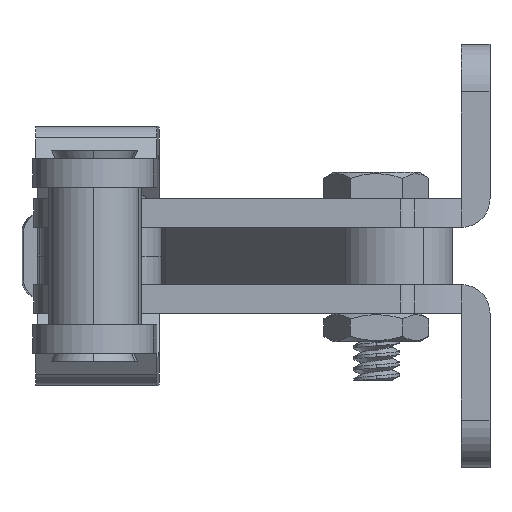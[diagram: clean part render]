
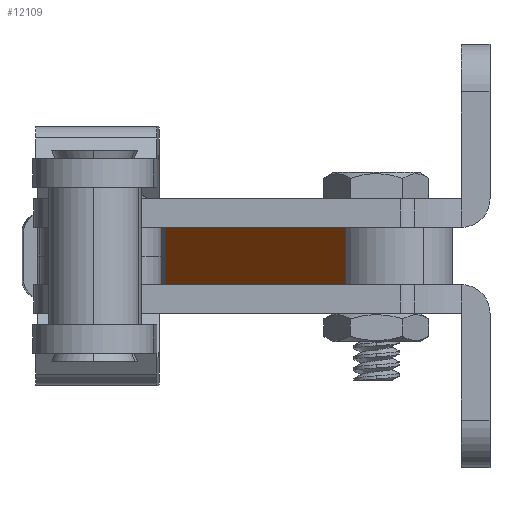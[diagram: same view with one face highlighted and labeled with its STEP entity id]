
A CAD part, left-side view. The second image highlights one B-rep face of the part: STEP entity #12109.
In plain terms, the highlighted face is planar.
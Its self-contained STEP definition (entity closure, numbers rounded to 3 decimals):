
#1764 = CARTESIAN_POINT ( 'NONE',  ( 7041.258, 3885.069, 0. ) ) ;
#1796 = CARTESIAN_POINT ( 'NONE',  ( 7003.258, 3885.069, 0. ) ) ;
#2021 = CARTESIAN_POINT ( 'NONE',  ( 7041.258, 3885.069, 6. ) ) ;
#2029 = CARTESIAN_POINT ( 'NONE',  ( 7003.258, 3885.069, 6. ) ) ;
#9095 = DIRECTION ( 'NONE',  ( 1., 0., 0. ) ) ;
#9104 = CARTESIAN_POINT ( 'NONE',  ( 7041.258, 3885.069, 0. ) ) ;
#10145 = FACE_OUTER_BOUND ( 'NONE', #12644, .T. ) ;
#10236 = DIRECTION ( 'NONE',  ( 0., 0., 1. ) ) ;
#10250 = CARTESIAN_POINT ( 'NONE',  ( 7041.258, 3885.069, 6. ) ) ;
#10908 = LINE ( 'NONE', #9104, #10913 ) ;
#10913 = VECTOR ( 'NONE', #9095, 1000. ) ;
#11007 = LINE ( 'NONE', #10250, #11011 ) ;
#11011 = VECTOR ( 'NONE', #10236, 1000. ) ;
#11069 = LINE ( 'NONE', #11195, #11072 ) ;
#11072 = VECTOR ( 'NONE', #11194, 1000. ) ;
#11194 = DIRECTION ( 'NONE',  ( -1., 0., 0. ) ) ;
#11195 = CARTESIAN_POINT ( 'NONE',  ( 7041.258, 3885.069, 6. ) ) ;
#11550 = VERTEX_POINT ( 'NONE', #2021 ) ;
#11553 = VERTEX_POINT ( 'NONE', #2029 ) ;
#11646 = VERTEX_POINT ( 'NONE', #1764 ) ;
#11655 = VERTEX_POINT ( 'NONE', #1796 ) ;
#12109 = ADVANCED_FACE ( 'NONE', ( #10145 ), #19006, .F. ) ;
#12644 = EDGE_LOOP ( 'NONE', ( #14395, #14396, #14397, #14398 ) ) ;
#14395 = ORIENTED_EDGE ( 'NONE', *, *, #15988, .F. ) ;
#14396 = ORIENTED_EDGE ( 'NONE', *, *, #15877, .F. ) ;
#14397 = ORIENTED_EDGE ( 'NONE', *, *, #15729, .F. ) ;
#14398 = ORIENTED_EDGE ( 'NONE', *, *, #16121, .F. ) ;
#14817 = LINE ( 'NONE', #18336, #14820 ) ;
#14820 = VECTOR ( 'NONE', #18335, 1000. ) ;
#15729 = EDGE_CURVE ( 'NONE', #11655, #11646, #10908, .T. ) ;
#15877 = EDGE_CURVE ( 'NONE', #11646, #11550, #11007, .T. ) ;
#15988 = EDGE_CURVE ( 'NONE', #11550, #11553, #11069, .T. ) ;
#16121 = EDGE_CURVE ( 'NONE', #11553, #11655, #14817, .T. ) ;
#16823 = AXIS2_PLACEMENT_3D ( 'NONE', #19011, #19003, #19002 ) ;
#18335 = DIRECTION ( 'NONE',  ( 0., 0., -1. ) ) ;
#18336 = CARTESIAN_POINT ( 'NONE',  ( 7003.258, 3885.069, 6. ) ) ;
#19002 = DIRECTION ( 'NONE',  ( 0., 0., -1. ) ) ;
#19003 = DIRECTION ( 'NONE',  ( 0., -1., 0. ) ) ;
#19006 = PLANE ( 'NONE',  #16823 ) ;
#19011 = CARTESIAN_POINT ( 'NONE',  ( 7041.258, 3885.069, 6. ) ) ;
